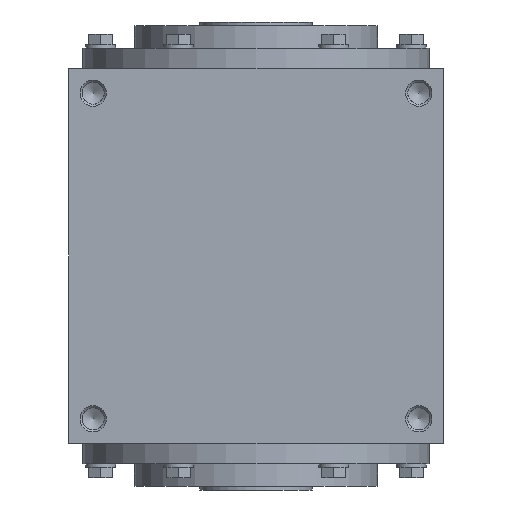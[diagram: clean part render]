
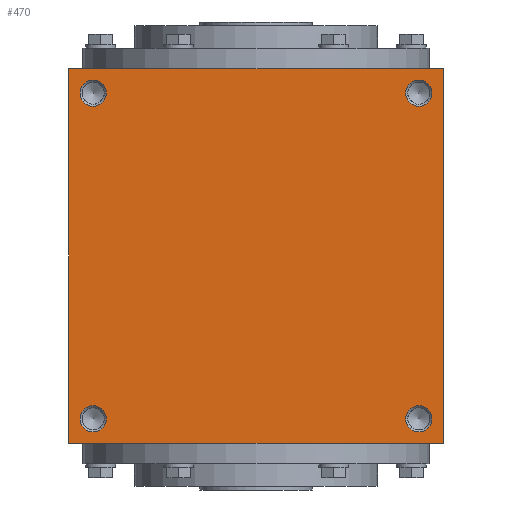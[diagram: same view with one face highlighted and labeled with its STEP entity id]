
A CAD part, left-side view. The second image highlights one B-rep face of the part: STEP entity #470.
In plain terms, the highlighted face is planar.
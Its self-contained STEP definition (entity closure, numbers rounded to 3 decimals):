
#470 = ADVANCED_FACE( '', ( #958, #959, #960, #961, #962 ), #963, .F. );
#958 = FACE_BOUND( '', #1678, .T. );
#959 = FACE_BOUND( '', #1679, .T. );
#960 = FACE_BOUND( '', #1680, .T. );
#961 = FACE_BOUND( '', #1681, .T. );
#962 = FACE_OUTER_BOUND( '', #1682, .T. );
#963 = PLANE( '', #1683 );
#1678 = EDGE_LOOP( '', ( #2470 ) );
#1679 = EDGE_LOOP( '', ( #2471 ) );
#1680 = EDGE_LOOP( '', ( #2472 ) );
#1681 = EDGE_LOOP( '', ( #2473 ) );
#1682 = EDGE_LOOP( '', ( #2474, #2475, #2476, #2477 ) );
#1683 = AXIS2_PLACEMENT_3D( '', #2478, #2479, #2480 );
#2470 = ORIENTED_EDGE( '', *, *, #3778, .F. );
#2471 = ORIENTED_EDGE( '', *, *, #3779, .T. );
#2472 = ORIENTED_EDGE( '', *, *, #3780, .F. );
#2473 = ORIENTED_EDGE( '', *, *, #3781, .T. );
#2474 = ORIENTED_EDGE( '', *, *, #3782, .F. );
#2475 = ORIENTED_EDGE( '', *, *, #3783, .F. );
#2476 = ORIENTED_EDGE( '', *, *, #3784, .F. );
#2477 = ORIENTED_EDGE( '', *, *, #3785, .F. );
#2478 = CARTESIAN_POINT( '', ( 0., 0., -100. ) );
#2479 = DIRECTION( '', ( 0., 0., 1. ) );
#2480 = DIRECTION( '', ( 1., 0., 0. ) );
#3778 = EDGE_CURVE( '', #4363, #4363, #4364, .T. );
#3779 = EDGE_CURVE( '', #4365, #4365, #4366, .T. );
#3780 = EDGE_CURVE( '', #4367, #4367, #4368, .T. );
#3781 = EDGE_CURVE( '', #4369, #4369, #4370, .T. );
#3782 = EDGE_CURVE( '', #4371, #4372, #4373, .T. );
#3783 = EDGE_CURVE( '', #4374, #4371, #4375, .T. );
#3784 = EDGE_CURVE( '', #4376, #4374, #4377, .T. );
#3785 = EDGE_CURVE( '', #4372, #4376, #4378, .T. );
#4363 = VERTEX_POINT( '', #5175 );
#4364 = CIRCLE( '', #5176, 7. );
#4365 = VERTEX_POINT( '', #5177 );
#4366 = CIRCLE( '', #5178, 7. );
#4367 = VERTEX_POINT( '', #5179 );
#4368 = CIRCLE( '', #5180, 7. );
#4369 = VERTEX_POINT( '', #5181 );
#4370 = CIRCLE( '', #5182, 7. );
#4371 = VERTEX_POINT( '', #5183 );
#4372 = VERTEX_POINT( '', #5184 );
#4373 = LINE( '', #5185, #5186 );
#4374 = VERTEX_POINT( '', #5187 );
#4375 = LINE( '', #5188, #5189 );
#4376 = VERTEX_POINT( '', #5190 );
#4377 = LINE( '', #5191, #5192 );
#4378 = LINE( '', #5193, #5194 );
#5175 = CARTESIAN_POINT( '', ( -94., 87., -100. ) );
#5176 = AXIS2_PLACEMENT_3D( '', #6049, #6050, #6051 );
#5177 = CARTESIAN_POINT( '', ( 94., 87., -100. ) );
#5178 = AXIS2_PLACEMENT_3D( '', #6052, #6053, #6054 );
#5179 = CARTESIAN_POINT( '', ( -94., -87., -100. ) );
#5180 = AXIS2_PLACEMENT_3D( '', #6055, #6056, #6057 );
#5181 = CARTESIAN_POINT( '', ( 94., -87., -100. ) );
#5182 = AXIS2_PLACEMENT_3D( '', #6058, #6059, #6060 );
#5183 = CARTESIAN_POINT( '', ( -100., 100., -100. ) );
#5184 = CARTESIAN_POINT( '', ( -100., -100., -100. ) );
#5185 = CARTESIAN_POINT( '', ( -100., 100., -100. ) );
#5186 = VECTOR( '', #6061, 1000. );
#5187 = CARTESIAN_POINT( '', ( 100., 100., -100. ) );
#5188 = CARTESIAN_POINT( '', ( 100., 100., -100. ) );
#5189 = VECTOR( '', #6062, 1000. );
#5190 = CARTESIAN_POINT( '', ( 100., -100., -100. ) );
#5191 = CARTESIAN_POINT( '', ( 100., -100., -100. ) );
#5192 = VECTOR( '', #6063, 1000. );
#5193 = CARTESIAN_POINT( '', ( -100., -100., -100. ) );
#5194 = VECTOR( '', #6064, 1000. );
#6049 = CARTESIAN_POINT( '', ( -87., 87., -100. ) );
#6050 = DIRECTION( '', ( 0., 0., -1. ) );
#6051 = DIRECTION( '', ( -1., 0., 0. ) );
#6052 = CARTESIAN_POINT( '', ( 87., 87., -100. ) );
#6053 = DIRECTION( '', ( 0., 0., 1. ) );
#6054 = DIRECTION( '', ( 1., 0., 0. ) );
#6055 = CARTESIAN_POINT( '', ( -87., -87., -100. ) );
#6056 = DIRECTION( '', ( 0., 0., -1. ) );
#6057 = DIRECTION( '', ( -1., 0., 0. ) );
#6058 = CARTESIAN_POINT( '', ( 87., -87., -100. ) );
#6059 = DIRECTION( '', ( 0., 0., 1. ) );
#6060 = DIRECTION( '', ( 1., 0., 0. ) );
#6061 = DIRECTION( '', ( 0., -1., 0. ) );
#6062 = DIRECTION( '', ( -1., 0., 0. ) );
#6063 = DIRECTION( '', ( 0., 1., 0. ) );
#6064 = DIRECTION( '', ( 1., 0., 0. ) );
